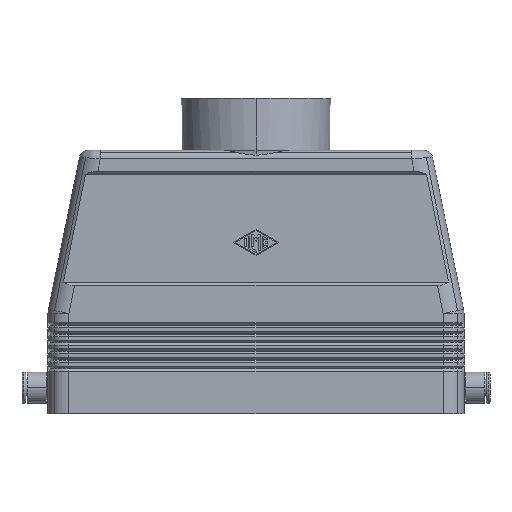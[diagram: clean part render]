
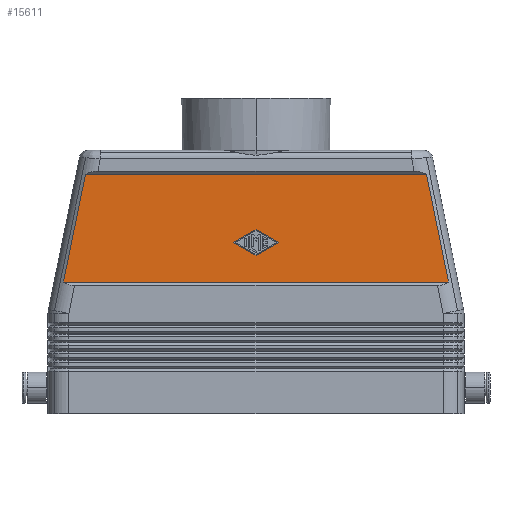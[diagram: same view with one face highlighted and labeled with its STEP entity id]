
A CAD part, front view. The second image highlights one B-rep face of the part: STEP entity #15611.
In plain terms, the highlighted planar face has unit normal (0, -1, 0).
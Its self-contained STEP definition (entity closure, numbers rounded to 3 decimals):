
#771=CARTESIAN_POINT('',(49.191,-20.5,69.0));
#772=VERTEX_POINT('',#771);
#780=CARTESIAN_POINT('',(55.525,-20.5,38.0));
#781=VERTEX_POINT('',#780);
#782=CARTESIAN_POINT('',(49.191,-20.5,69.0));
#783=DIRECTION('',(0.2,0.0,-0.98));
#784=VECTOR('',#783,31.64);
#785=LINE('',#782,#784);
#786=EDGE_CURVE('',#772,#781,#785,.T.);
#1007=CARTESIAN_POINT('',(-55.525,-20.5,38.0));
#1008=VERTEX_POINT('',#1007);
#1016=CARTESIAN_POINT('',(-49.191,-20.5,69.0));
#1017=VERTEX_POINT('',#1016);
#1018=CARTESIAN_POINT('',(-55.525,-20.5,38.0));
#1019=DIRECTION('',(0.2,0.0,0.98));
#1020=VECTOR('',#1019,31.64);
#1021=LINE('',#1018,#1020);
#1022=EDGE_CURVE('',#1008,#1017,#1021,.T.);
#14756=CARTESIAN_POINT('',(0.,-20.5,53.149));
#14757=VERTEX_POINT('',#14756);
#14758=CARTESIAN_POINT('',(6.5,-20.5,49.4));
#14759=VERTEX_POINT('',#14758);
#14760=CARTESIAN_POINT('',(0.,-20.5,53.149));
#14761=DIRECTION('',(0.866,0.0,-0.5));
#14762=VECTOR('',#14761,7.504);
#14763=LINE('',#14760,#14762);
#14764=EDGE_CURVE('',#14757,#14759,#14763,.T.);
#14796=CARTESIAN_POINT('',(0.,-20.5,45.651));
#14797=VERTEX_POINT('',#14796);
#14798=CARTESIAN_POINT('',(6.5,-20.5,49.4));
#14799=DIRECTION('',(-0.866,0.0,-0.5));
#14800=VECTOR('',#14799,7.504);
#14801=LINE('',#14798,#14800);
#14802=EDGE_CURVE('',#14759,#14797,#14801,.T.);
#14880=CARTESIAN_POINT('',(-6.5,-20.5,49.4));
#14881=VERTEX_POINT('',#14880);
#14882=CARTESIAN_POINT('',(0.,-20.5,45.651));
#14883=DIRECTION('',(-0.866,0.0,0.5));
#14884=VECTOR('',#14883,7.504);
#14885=LINE('',#14882,#14884);
#14886=EDGE_CURVE('',#14797,#14881,#14885,.T.);
#14911=CARTESIAN_POINT('',(-6.5,-20.5,49.4));
#14912=DIRECTION('',(0.866,0.0,0.5));
#14913=VECTOR('',#14912,7.504);
#14914=LINE('',#14911,#14913);
#14915=EDGE_CURVE('',#14881,#14757,#14914,.T.);
#15584=CARTESIAN_POINT('',(0.0,-20.5,69.0));
#15585=DIRECTION('',(0.0,1.0,0.0));
#15586=DIRECTION('',(0.0,0.0,1.0));
#15587=AXIS2_PLACEMENT_3D('',#15584,#15585,#15586);
#15588=PLANE('',#15587);
#15589=ORIENTED_EDGE('',*,*,#786,.F.);
#15590=CARTESIAN_POINT('',(-49.191,-20.5,69.0));
#15591=DIRECTION('',(1.0,0.0,0.0));
#15592=VECTOR('',#15591,98.383);
#15593=LINE('',#15590,#15592);
#15594=EDGE_CURVE('',#1017,#772,#15593,.T.);
#15595=ORIENTED_EDGE('',*,*,#15594,.F.);
#15596=ORIENTED_EDGE('',*,*,#1022,.F.);
#15597=CARTESIAN_POINT('',(-55.525,-20.5,38.0));
#15598=DIRECTION('',(1.0,0.0,0.0));
#15599=VECTOR('',#15598,111.049);
#15600=LINE('',#15597,#15599);
#15601=EDGE_CURVE('',#1008,#781,#15600,.T.);
#15602=ORIENTED_EDGE('',*,*,#15601,.T.);
#15603=EDGE_LOOP('',(#15589,#15595,#15596,#15602));
#15604=FACE_OUTER_BOUND('',#15603,.T.);
#15605=ORIENTED_EDGE('',*,*,#14886,.T.);
#15606=ORIENTED_EDGE('',*,*,#14915,.T.);
#15607=ORIENTED_EDGE('',*,*,#14764,.T.);
#15608=ORIENTED_EDGE('',*,*,#14802,.T.);
#15609=EDGE_LOOP('',(#15605,#15606,#15607,#15608));
#15610=FACE_BOUND('',#15609,.T.);
#15611=ADVANCED_FACE('',(#15604,#15610),#15588,.F.);
